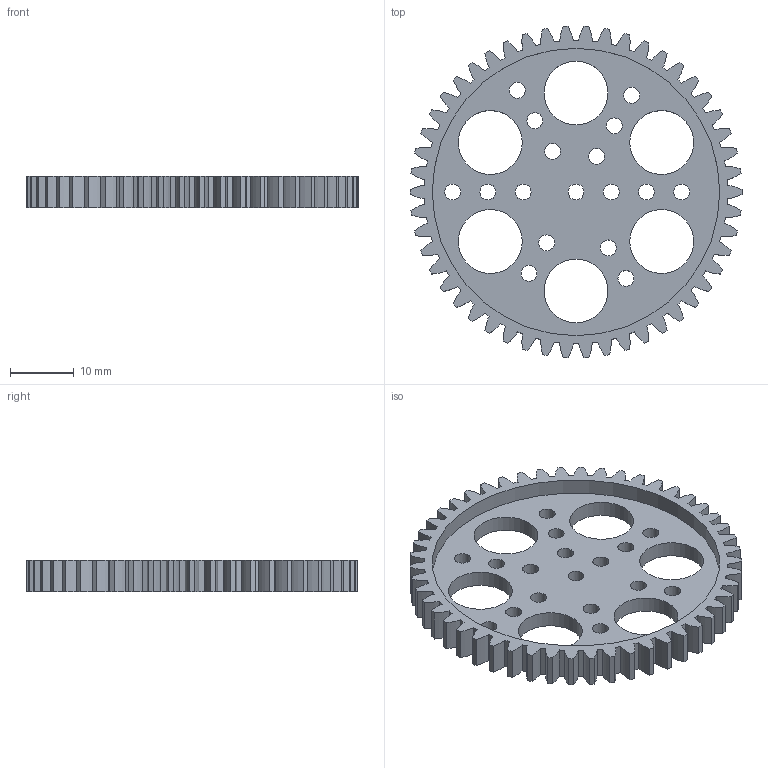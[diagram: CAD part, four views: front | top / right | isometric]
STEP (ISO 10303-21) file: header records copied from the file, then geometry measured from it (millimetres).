
FILE_DESCRIPTION(('Open CASCADE Model'),'2;1');
FILE_NAME('Open CASCADE Shape Model','2026-01-03T19:46:56',('Author'),( 'Open CASCADE'),'Open CASCADE STEP processor 7.8','Open CASCADE 7.8' ,'Unknown');
FILE_SCHEMA(('AUTOMOTIVE_DESIGN { 1 0 10303 214 1 1 1 1 }'));
Length unit declared in the file: millimetre
Products named in the file (1): Open CASCADE STEP translator 7.8 2
Bounding box: 51.99 x 51.94 x 5 mm (x, y, z)
Volume: 4391.5 mm3; surface area: 5544.7 mm2
Topology: 1 solids, 1 shells, 227 faces, 672 edges, 448 vertices
Faces by surface type: bspline 200, cylinder 24, plane 3
Full cylindrical faces by diameter (mm): 2.5 x17, 10 x6, 45 x1
Entity records: 17715 total; most frequent: CARTESIAN_POINT 6698, ORIENTED_EDGE 1344, PCURVE 1344, DEFINITIONAL_REPRESENTATION 1344, DIRECTION 1119, B_SPLINE_CURVE_WITH_KNOTS 1000, LINE 920, VECTOR 920
